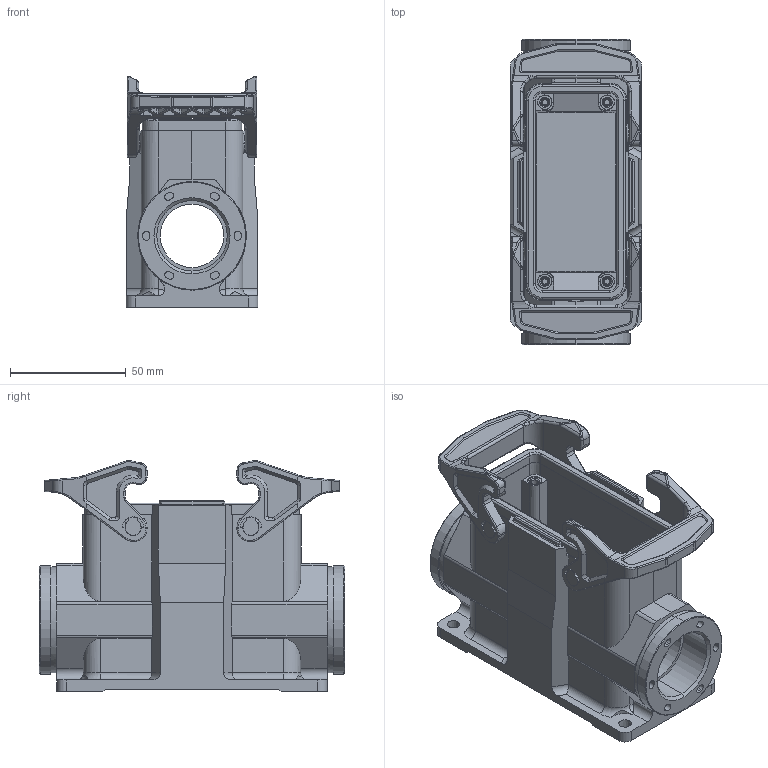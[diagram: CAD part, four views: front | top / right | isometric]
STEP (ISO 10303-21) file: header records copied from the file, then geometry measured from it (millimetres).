
FILE_DESCRIPTION(('CATIA V5 STEP Exchange','CAx-IF Rec.Pracs.--- Model Styling and Organization---1.5--- 2016-08-15','CAx-IF Rec.Pracs.---Supplemental Geometry---1.0---2011-11-01','CAx-IF Rec.Pracs.--- Composite Materials ---1.1---2010-07-15'),'2;1');
FILE_NAME ('2194814-5_0', '2025-08-25T04:58:08+00:00', ('none'), ('Weidmueller'), 'CATIA Version 5-6 Release 2024 SP4', 'CATIA V5 STEP AP214 v3', 'none');
FILE_SCHEMA(('AUTOMOTIVE_DESIGN { 1 0 10303 214 1 1 1 1 }'));
Products named in the file (1): 3164420000
Bounding box: 57 x 132 x 99.91 mm (x, y, z)
Volume: 189187.6 mm3; surface area: 97017.9 mm2
Topology: 3 solids, 3 shells, 1492 faces, 7034 edges, 5544 vertices
Faces by surface type: cylinder 692, plane 512, torus 98, cone 92, bspline 78, revolution 16, sphere 4
Entity records: 98264 total; most frequent: CARTESIAN_POINT 50483, ORIENTED_EDGE 14060, EDGE_CURVE 7030, VERTEX_POINT 5544, DIRECTION 4701, B_SPLINE_CURVE_WITH_KNOTS 4437, VECTOR 1873, LINE 1873
